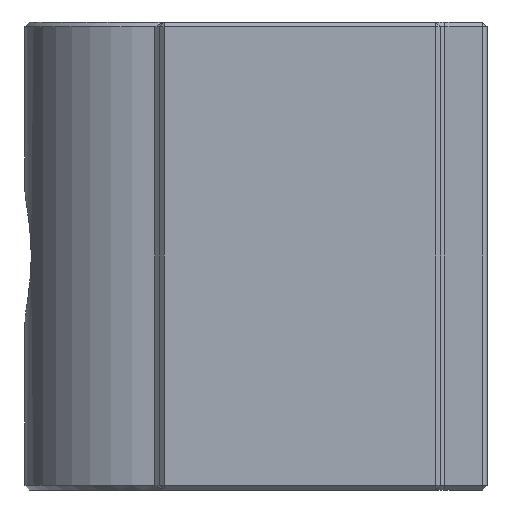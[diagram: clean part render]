
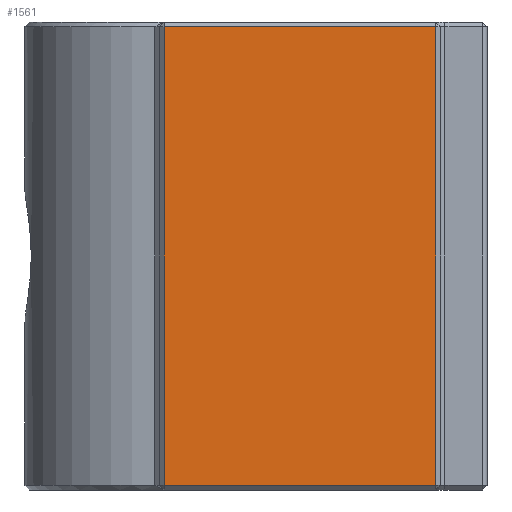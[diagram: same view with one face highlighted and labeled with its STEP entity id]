
A CAD part, left-side view. The second image highlights one B-rep face of the part: STEP entity #1561.
In plain terms, the highlighted planar face has unit normal (-1, 0, 0).
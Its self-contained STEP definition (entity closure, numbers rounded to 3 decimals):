
#94=PLANE('',#1695);
#232=FACE_OUTER_BOUND('',#334,.T.);
#334=EDGE_LOOP('',(#1435,#1436,#1437,#1438));
#485=LINE('',#2990,#639);
#487=LINE('',#2993,#641);
#492=LINE('',#3005,#646);
#494=LINE('',#3008,#648);
#639=VECTOR('',#1966,10.);
#641=VECTOR('',#1970,10.);
#646=VECTOR('',#1987,10.);
#648=VECTOR('',#1991,10.);
#772=VERTEX_POINT('',#2918);
#778=VERTEX_POINT('',#2941);
#779=VERTEX_POINT('',#2945);
#784=VERTEX_POINT('',#2967);
#971=EDGE_CURVE('',#779,#784,#485,.T.);
#973=EDGE_CURVE('',#784,#778,#487,.T.);
#979=EDGE_CURVE('',#772,#779,#492,.T.);
#981=EDGE_CURVE('',#778,#772,#494,.T.);
#1435=ORIENTED_EDGE('',*,*,#971,.F.);
#1436=ORIENTED_EDGE('',*,*,#979,.F.);
#1437=ORIENTED_EDGE('',*,*,#981,.F.);
#1438=ORIENTED_EDGE('',*,*,#973,.F.);
#1561=ADVANCED_FACE('',(#232),#94,.T.);
#1695=AXIS2_PLACEMENT_3D('',#3076,#2083,#2084);
#1966=DIRECTION('',(0.,0.,1.));
#1970=DIRECTION('',(0.,-1.,0.));
#1987=DIRECTION('',(0.,1.,0.));
#1991=DIRECTION('',(0.,0.,-1.));
#2083=DIRECTION('center_axis',(-1.,0.,0.));
#2084=DIRECTION('ref_axis',(0.,1.,0.));
#2918=CARTESIAN_POINT('',(-7.,-11.8,-19.8));
#2941=CARTESIAN_POINT('',(-7.,-11.8,-0.2));
#2945=CARTESIAN_POINT('',(-7.,-0.2,-19.8));
#2967=CARTESIAN_POINT('',(-7.,-0.2,-0.2));
#2990=CARTESIAN_POINT('',(-7.,-0.2,0.));
#2993=CARTESIAN_POINT('',(-7.,-8.062,-0.2));
#3005=CARTESIAN_POINT('',(-7.,-8.062,-19.8));
#3008=CARTESIAN_POINT('',(-7.,-11.8,0.));
#3076=CARTESIAN_POINT('Origin',(-7.,-12.,0.));
